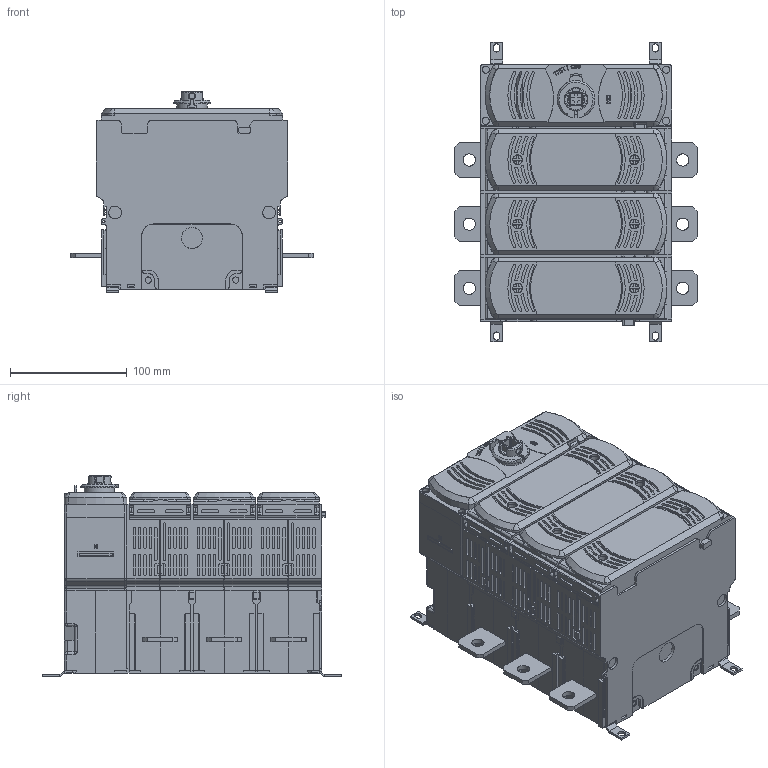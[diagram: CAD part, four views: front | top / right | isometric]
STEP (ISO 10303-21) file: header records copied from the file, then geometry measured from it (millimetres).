
FILE_DESCRIPTION(/* description */ (''),/* implementation_level */ '2;1');
FILE_NAME(/* name */ '3d_GEF0250N.stp',/* time_stamp */ '2024-10-03T11:37:57+02:00',/* author */ (''),/* organization */ (''),/* preprocessor_version */ 'ST-DEVELOPER v16.7',/* originating_system */ 'SIEMENS PLM Software NX 12.0',/* authorisation */ '');
FILE_SCHEMA (('AUTOMOTIVE_DESIGN { 1 0 10303 214 3 1 1 1 }'));
Products named in the file (1): RuggBAC09C49rnfx
Bounding box: 208 x 256.48 x 172.2 mm (x, y, z)
Surface area: 251962 mm2 (no closed solid volume)
Topology: 0 solids, 2 shells, 3081 faces, 10328 edges, 7153 vertices
Faces by surface type: plane 1743, cylinder 1172, bspline 71, cone 61, torus 34
Full cylindrical faces by diameter (mm): 1.5 x2, 2.2 x2, 2.25 x2, 3 x4, 3.4 x13, 4.1 x4, 5.1 x1, 5.4 x2, 6.2 x4, 8.4 x6, 10.5 x6, 11 x2, 18.2 x1, 20 x1, 26.2 x1
Entity records: 123534 total; most frequent: CARTESIAN_POINT 56018, ORIENTED_EDGE 17721, EDGE_CURVE 10211, B_SPLINE_CURVE_WITH_KNOTS 10211, VERTEX_POINT 7131, DIRECTION 6024, EDGE_LOOP 3498, ADVANCED_FACE 3081
